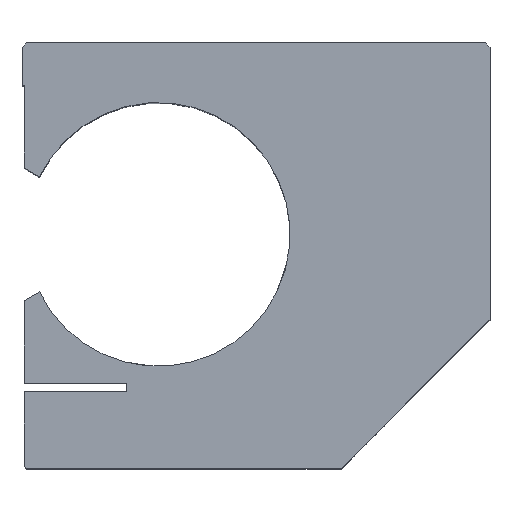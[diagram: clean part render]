
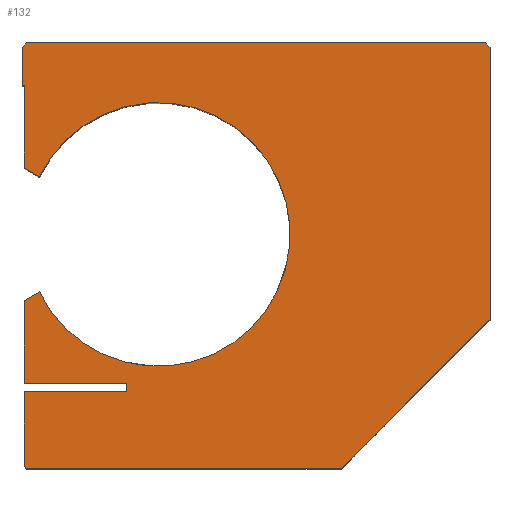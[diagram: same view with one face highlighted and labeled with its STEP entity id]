
A CAD part, top view. The second image highlights one B-rep face of the part: STEP entity #132.
In plain terms, the highlighted planar face has unit normal (0, 0, 1).
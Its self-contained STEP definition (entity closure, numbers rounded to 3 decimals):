
#132 = ADVANCED_FACE( '', ( #263 ), #264, .T. );
#263 = FACE_OUTER_BOUND( '', #395, .T. );
#264 = PLANE( '', #396 );
#395 = EDGE_LOOP( '', ( #830, #831, #832, #833, #834, #835, #836, #837, #838, #839, #840, #841, #842, #843, #844, #845, #846, #847, #848 ) );
#396 = AXIS2_PLACEMENT_3D( '', #849, #850, #851 );
#830 = ORIENTED_EDGE( '', *, *, #974, .F. );
#831 = ORIENTED_EDGE( '', *, *, #1021, .F. );
#832 = ORIENTED_EDGE( '', *, *, #1018, .F. );
#833 = ORIENTED_EDGE( '', *, *, #1015, .F. );
#834 = ORIENTED_EDGE( '', *, *, #1012, .F. );
#835 = ORIENTED_EDGE( '', *, *, #875, .F. );
#836 = ORIENTED_EDGE( '', *, *, #1011, .F. );
#837 = ORIENTED_EDGE( '', *, *, #1007, .F. );
#838 = ORIENTED_EDGE( '', *, *, #1004, .F. );
#839 = ORIENTED_EDGE( '', *, *, #1001, .F. );
#840 = ORIENTED_EDGE( '', *, *, #998, .F. );
#841 = ORIENTED_EDGE( '', *, *, #995, .F. );
#842 = ORIENTED_EDGE( '', *, *, #992, .F. );
#843 = ORIENTED_EDGE( '', *, *, #989, .F. );
#844 = ORIENTED_EDGE( '', *, *, #986, .F. );
#845 = ORIENTED_EDGE( '', *, *, #965, .F. );
#846 = ORIENTED_EDGE( '', *, *, #984, .F. );
#847 = ORIENTED_EDGE( '', *, *, #981, .F. );
#848 = ORIENTED_EDGE( '', *, *, #978, .F. );
#849 = CARTESIAN_POINT( '', ( 0., 0., 91. ) );
#850 = DIRECTION( '', ( 0., 0., 1. ) );
#851 = DIRECTION( '', ( 1., 0., 0. ) );
#875 = EDGE_CURVE( '', #1023, #1026, #1027, .T. );
#965 = EDGE_CURVE( '', #1177, #1179, #1180, .T. );
#974 = EDGE_CURVE( '', #1189, #1190, #1191, .T. );
#978 = EDGE_CURVE( '', #1190, #1197, #1198, .T. );
#981 = EDGE_CURVE( '', #1197, #1202, #1203, .T. );
#984 = EDGE_CURVE( '', #1202, #1177, #1207, .T. );
#986 = EDGE_CURVE( '', #1179, #1209, #1210, .T. );
#989 = EDGE_CURVE( '', #1209, #1214, #1215, .T. );
#992 = EDGE_CURVE( '', #1214, #1219, #1220, .T. );
#995 = EDGE_CURVE( '', #1219, #1224, #1225, .T. );
#998 = EDGE_CURVE( '', #1224, #1229, #1230, .T. );
#1001 = EDGE_CURVE( '', #1229, #1234, #1235, .T. );
#1004 = EDGE_CURVE( '', #1234, #1239, #1240, .T. );
#1007 = EDGE_CURVE( '', #1239, #1244, #1245, .T. );
#1011 = EDGE_CURVE( '', #1244, #1023, #1250, .T. );
#1012 = EDGE_CURVE( '', #1026, #1251, #1252, .T. );
#1015 = EDGE_CURVE( '', #1251, #1256, #1257, .T. );
#1018 = EDGE_CURVE( '', #1256, #1261, #1262, .T. );
#1021 = EDGE_CURVE( '', #1261, #1189, #1266, .T. );
#1023 = VERTEX_POINT( '', #1268 );
#1026 = VERTEX_POINT( '', #1272 );
#1027 = CIRCLE( '', #1273, 31. );
#1177 = VERTEX_POINT( '', #1559 );
#1179 = VERTEX_POINT( '', #1562 );
#1180 = LINE( '', #1563, #1564 );
#1189 = VERTEX_POINT( '', #1574 );
#1190 = VERTEX_POINT( '', #1575 );
#1191 = LINE( '', #1576, #1577 );
#1197 = VERTEX_POINT( '', #1586 );
#1198 = LINE( '', #1587, #1588 );
#1202 = VERTEX_POINT( '', #1594 );
#1203 = LINE( '', #1595, #1596 );
#1207 = LINE( '', #1602, #1603 );
#1209 = VERTEX_POINT( '', #1606 );
#1210 = LINE( '', #1607, #1608 );
#1214 = VERTEX_POINT( '', #1614 );
#1215 = LINE( '', #1615, #1616 );
#1219 = VERTEX_POINT( '', #1622 );
#1220 = LINE( '', #1623, #1624 );
#1224 = VERTEX_POINT( '', #1630 );
#1225 = LINE( '', #1631, #1632 );
#1229 = VERTEX_POINT( '', #1638 );
#1230 = LINE( '', #1639, #1640 );
#1234 = VERTEX_POINT( '', #1646 );
#1235 = LINE( '', #1647, #1648 );
#1239 = VERTEX_POINT( '', #1654 );
#1240 = LINE( '', #1655, #1656 );
#1244 = VERTEX_POINT( '', #1662 );
#1245 = LINE( '', #1663, #1664 );
#1250 = CIRCLE( '', #1671, 31. );
#1251 = VERTEX_POINT( '', #1672 );
#1252 = LINE( '', #1673, #1674 );
#1256 = VERTEX_POINT( '', #1680 );
#1257 = LINE( '', #1681, #1682 );
#1261 = VERTEX_POINT( '', #1688 );
#1262 = LINE( '', #1689, #1690 );
#1266 = LINE( '', #1696, #1697 );
#1268 = CARTESIAN_POINT( '', ( 4.906, 41.5, 91. ) );
#1272 = CARTESIAN_POINT( '', ( -50.906, 68.5, 91. ) );
#1273 = AXIS2_PLACEMENT_3D( '', #1701, #1702, #1703 );
#1559 = CARTESIAN_POINT( '', ( 55., 35., 91. ) );
#1562 = CARTESIAN_POINT( '', ( 20., 0., 91. ) );
#1563 = CARTESIAN_POINT( '', ( 20., 0., 91. ) );
#1564 = VECTOR( '', #1885, 1. );
#1574 = CARTESIAN_POINT( '', ( -55., 99., 91. ) );
#1575 = CARTESIAN_POINT( '', ( -54., 100., 91. ) );
#1576 = CARTESIAN_POINT( '', ( -54., 100., 91. ) );
#1577 = VECTOR( '', #1908, 1. );
#1586 = CARTESIAN_POINT( '', ( 54., 100., 91. ) );
#1587 = CARTESIAN_POINT( '', ( 54., 100., 91. ) );
#1588 = VECTOR( '', #1912, 1. );
#1594 = CARTESIAN_POINT( '', ( 55., 99., 91. ) );
#1595 = CARTESIAN_POINT( '', ( 55., 99., 91. ) );
#1596 = VECTOR( '', #1915, 1. );
#1602 = CARTESIAN_POINT( '', ( 55., 35., 91. ) );
#1603 = VECTOR( '', #1918, 1. );
#1606 = CARTESIAN_POINT( '', ( -54., 0., 91. ) );
#1607 = CARTESIAN_POINT( '', ( -54., 0., 91. ) );
#1608 = VECTOR( '', #1920, 1. );
#1614 = CARTESIAN_POINT( '', ( -54.5, 0.5, 91. ) );
#1615 = CARTESIAN_POINT( '', ( -54.5, 0.5, 91. ) );
#1616 = VECTOR( '', #1923, 1. );
#1622 = CARTESIAN_POINT( '', ( -54.5, 18., 91. ) );
#1623 = CARTESIAN_POINT( '', ( -54.5, 18., 91. ) );
#1624 = VECTOR( '', #1926, 1. );
#1630 = CARTESIAN_POINT( '', ( -30.5, 18., 91. ) );
#1631 = CARTESIAN_POINT( '', ( -30.5, 18., 91. ) );
#1632 = VECTOR( '', #1929, 1. );
#1638 = CARTESIAN_POINT( '', ( -30.5, 20., 91. ) );
#1639 = CARTESIAN_POINT( '', ( -30.5, 20., 91. ) );
#1640 = VECTOR( '', #1932, 1. );
#1646 = CARTESIAN_POINT( '', ( -54.5, 20., 91. ) );
#1647 = CARTESIAN_POINT( '', ( -54.5, 20., 91. ) );
#1648 = VECTOR( '', #1935, 1. );
#1654 = CARTESIAN_POINT( '', ( -54.5, 39.425, 91. ) );
#1655 = CARTESIAN_POINT( '', ( -54.5, 39.425, 91. ) );
#1656 = VECTOR( '', #1938, 1. );
#1662 = CARTESIAN_POINT( '', ( -50.906, 41.5, 91. ) );
#1663 = CARTESIAN_POINT( '', ( -50.906, 41.5, 91. ) );
#1664 = VECTOR( '', #1941, 1. );
#1671 = AXIS2_PLACEMENT_3D( '', #1947, #1948, #1949 );
#1672 = CARTESIAN_POINT( '', ( -54.5, 70.575, 91. ) );
#1673 = CARTESIAN_POINT( '', ( -54.5, 70.575, 91. ) );
#1674 = VECTOR( '', #1950, 1. );
#1680 = CARTESIAN_POINT( '', ( -54.5, 90., 91. ) );
#1681 = CARTESIAN_POINT( '', ( -54.5, 90., 91. ) );
#1682 = VECTOR( '', #1953, 1. );
#1688 = CARTESIAN_POINT( '', ( -55., 90., 91. ) );
#1689 = CARTESIAN_POINT( '', ( -55., 90., 91. ) );
#1690 = VECTOR( '', #1956, 1. );
#1696 = CARTESIAN_POINT( '', ( -55., 99., 91. ) );
#1697 = VECTOR( '', #1959, 1. );
#1701 = CARTESIAN_POINT( '', ( -23., 55., 91. ) );
#1702 = DIRECTION( '', ( 0., 0., 1. ) );
#1703 = DIRECTION( '', ( -0.9, 0.435, 0. ) );
#1885 = DIRECTION( '', ( -0.707, -0.707, 0. ) );
#1908 = DIRECTION( '', ( 0.707, 0.707, 0. ) );
#1912 = DIRECTION( '', ( 1., 0., 0. ) );
#1915 = DIRECTION( '', ( 0.707, -0.707, 0. ) );
#1918 = DIRECTION( '', ( 0., -1., 0. ) );
#1920 = DIRECTION( '', ( -1., 0., 0. ) );
#1923 = DIRECTION( '', ( -0.707, 0.707, 0. ) );
#1926 = DIRECTION( '', ( 0., 1., 0. ) );
#1929 = DIRECTION( '', ( 1., 0., 0. ) );
#1932 = DIRECTION( '', ( 0., 1., 0. ) );
#1935 = DIRECTION( '', ( -1., 0., 0. ) );
#1938 = DIRECTION( '', ( 0., 1., 0. ) );
#1941 = DIRECTION( '', ( 0.866, 0.5, 0. ) );
#1947 = CARTESIAN_POINT( '', ( -23., 55., 91. ) );
#1948 = DIRECTION( '', ( 0., 0., 1. ) );
#1949 = DIRECTION( '', ( -0.9, 0.435, 0. ) );
#1950 = DIRECTION( '', ( -0.866, 0.5, 0. ) );
#1953 = DIRECTION( '', ( 0., 1., 0. ) );
#1956 = DIRECTION( '', ( -1., 0., 0. ) );
#1959 = DIRECTION( '', ( 0., 1., 0. ) );
